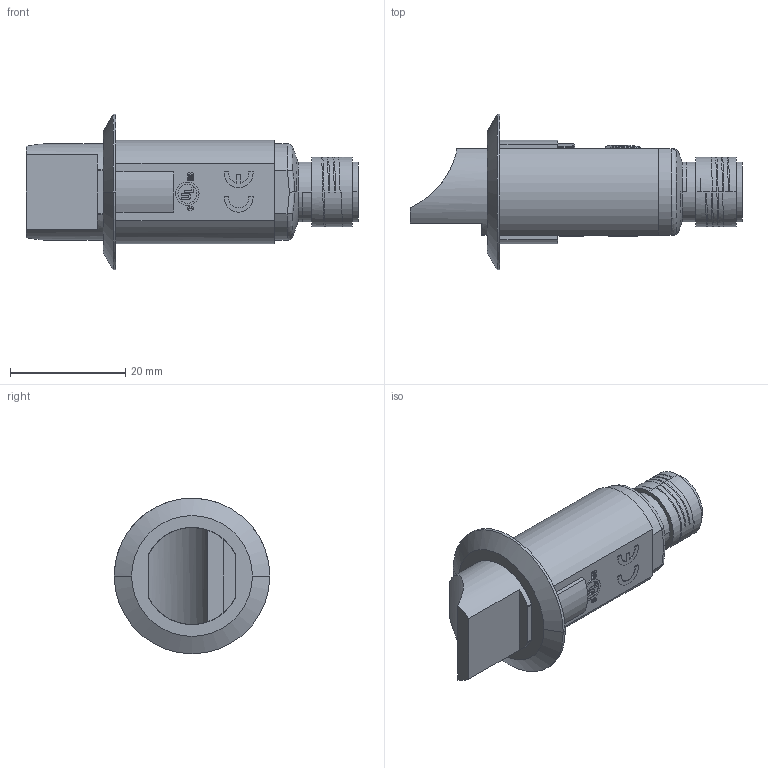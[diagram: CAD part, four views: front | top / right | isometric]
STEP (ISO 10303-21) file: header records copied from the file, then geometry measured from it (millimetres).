
FILE_DESCRIPTION((''),'2;1');
FILE_NAME('GLV18-SLOOK-PL_ASM','2007-01-08T',('Pepperl+Fuchs'),('Industriehansa'),'PRO/ENGINEER BY PARAMETRIC TECHNOLOGY CORPORATION, 2005290','PRO/ENGINEER BY PARAMETRIC TECHNOLOGY CORPORATION, 2005290','');
FILE_SCHEMA(('AUTOMOTIVE_DESIGN_CC2 { 1 2 10303 214 -1 1 5 2 }'));
Length unit declared in the file: millimetre
Products named in the file (7): MSBR-8SOCBPL; MSBR-1SOCBPL; MSBR-7SOCBPL; PRT0011SLOOKPL; STECKPL; STECK2PL; GLV18-SLOOK-PL_ASM
Assembly tree (9 placements, depth 2):
  GLV18-SLOOK-PL_ASM
    MSBR-8SOCBPL
    MSBR-1SOCBPL
    MSBR-7SOCBPL
    PRT0011SLOOKPL
    STECKPL
    STECK2PL  x4
Bounding box: 57.6 x 27 x 27 mm (x, y, z)
Volume: 11050.5 mm3; surface area: 6137.8 mm2
Topology: 9 solids, 9 shells, 280 faces, 1068 edges, 845 vertices
Faces by surface type: plane 202, cylinder 60, bspline 8, cone 6, sphere 2, torus 2
Entity records: 12748 total; most frequent: CARTESIAN_POINT 2959, DIRECTION 1597, ORIENTED_EDGE 1522, EDGE_CURVE 761, VECTOR 727, LINE 727, VERTEX_POINT 520, AXIS2_PLACEMENT_3D 435
